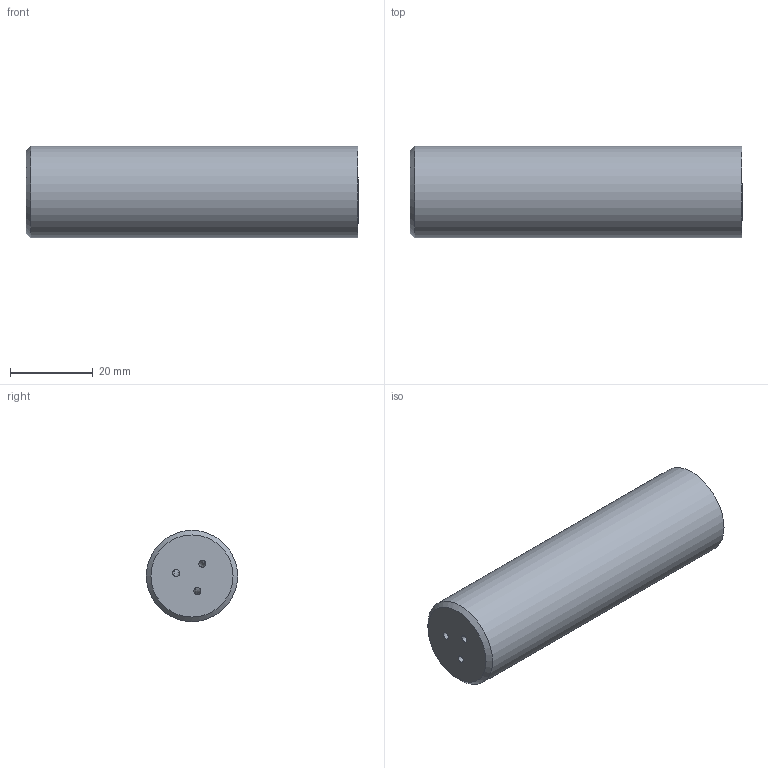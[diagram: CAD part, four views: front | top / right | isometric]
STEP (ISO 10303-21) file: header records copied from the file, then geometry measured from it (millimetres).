
FILE_DESCRIPTION(('Open CASCADE Model'),'2;1');
FILE_NAME('Open CASCADE Shape Model','2024-07-30T00:16:21',('Author'),( 'Open CASCADE'),'Open CASCADE STEP processor 7.7','Open CASCADE 7.7' ,'Unknown');
FILE_SCHEMA(('AUTOMOTIVE_DESIGN { 1 0 10303 214 1 1 1 1 }'));
Length unit declared in the file: millimetre
Products named in the file (1): Open CASCADE STEP translator 7.7 1344
Bounding box: 80 x 22 x 22 mm (x, y, z)
Volume: 29825.4 mm3; surface area: 7538.7 mm2
Topology: 1 solids, 1 shells, 7 faces, 14 edges, 9 vertices
Faces by surface type: bspline 3, plane 2, cylinder 1, cone 1
Full cylindrical faces by diameter (mm): 22 x1
Entity records: 679 total; most frequent: CARTESIAN_POINT 418, DIRECTION 35, ORIENTED_EDGE 28, PCURVE 28, DEFINITIONAL_REPRESENTATION 28, LINE 17, VECTOR 17, EDGE_CURVE 14
